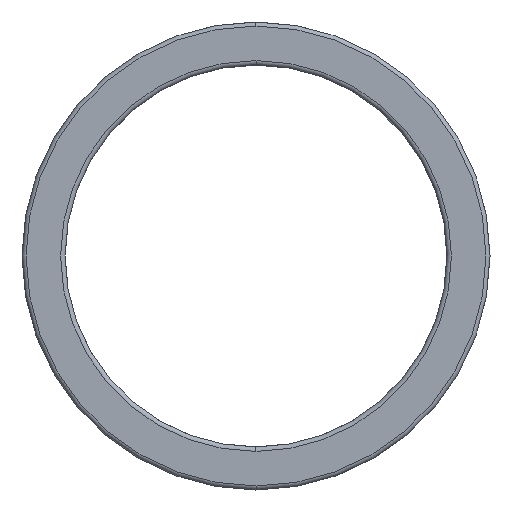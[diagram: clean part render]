
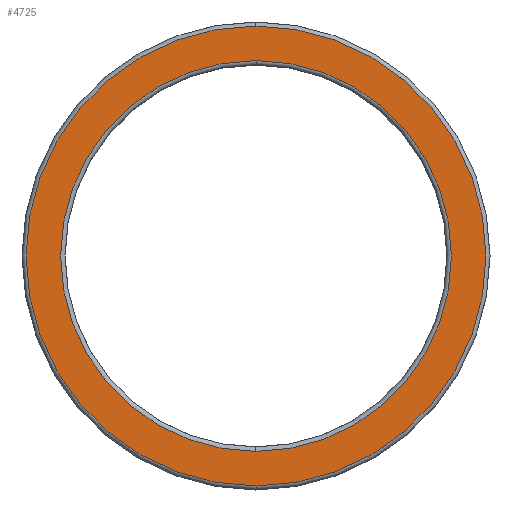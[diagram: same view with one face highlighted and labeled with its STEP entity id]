
A CAD part, left-side view. The second image highlights one B-rep face of the part: STEP entity #4725.
In plain terms, the highlighted planar face has unit normal (-1, 0, 0).
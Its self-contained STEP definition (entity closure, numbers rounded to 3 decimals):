
#526 = FACE_OUTER_BOUND ( 'NONE', #11667, .T. ) ;
#2857 = VERTEX_POINT ( 'NONE', #11207 ) ;
#3107 = CARTESIAN_POINT ( 'NONE',  ( -36.2, 0., -90. ) ) ;
#4555 = CIRCLE ( 'NONE', #10917, 90. ) ;
#4725 = ADVANCED_FACE ( 'NONE', ( #15512, #526 ), #12591, .F. ) ;
#5837 = ORIENTED_EDGE ( 'NONE', *, *, #22211, .T. ) ;
#5960 = DIRECTION ( 'NONE',  ( 0., 0., 1. ) ) ;
#6563 = ORIENTED_EDGE ( 'NONE', *, *, #21378, .F. ) ;
#7727 = DIRECTION ( 'NONE',  ( -1., 0., 0. ) ) ;
#7829 = CARTESIAN_POINT ( 'NONE',  ( -36.2, 0., 90. ) ) ;
#8241 = AXIS2_PLACEMENT_3D ( 'NONE', #9738, #9715, #9706 ) ;
#8696 = AXIS2_PLACEMENT_3D ( 'NONE', #12423, #12413, #12398 ) ;
#8917 = CIRCLE ( 'NONE', #8241, 90. ) ;
#9706 = DIRECTION ( 'NONE',  ( 0., 0., 1. ) ) ;
#9715 = DIRECTION ( 'NONE',  ( -1., 0., 0. ) ) ;
#9738 = CARTESIAN_POINT ( 'NONE',  ( -36.2, 0., 0. ) ) ;
#9953 = ORIENTED_EDGE ( 'NONE', *, *, #22093, .F. ) ;
#10592 = AXIS2_PLACEMENT_3D ( 'NONE', #22896, #20992, #17382 ) ;
#10917 = AXIS2_PLACEMENT_3D ( 'NONE', #18840, #7727, #5960 ) ;
#11207 = CARTESIAN_POINT ( 'NONE',  ( -36.2, 0., -76.5 ) ) ;
#11667 = EDGE_LOOP ( 'NONE', ( #20855, #5837 ) ) ;
#12351 = DIRECTION ( 'NONE',  ( 0., 0., -1. ) ) ;
#12376 = DIRECTION ( 'NONE',  ( 1., 0., 0. ) ) ;
#12398 = DIRECTION ( 'NONE',  ( 0., 0., 1. ) ) ;
#12401 = CARTESIAN_POINT ( 'NONE',  ( -36.2, 76.5, 0. ) ) ;
#12413 = DIRECTION ( 'NONE',  ( -1., 0., 0. ) ) ;
#12423 = CARTESIAN_POINT ( 'NONE',  ( -36.2, 0., 0. ) ) ;
#12591 = PLANE ( 'NONE',  #22186 ) ;
#12960 = CIRCLE ( 'NONE', #10592, 76.5 ) ;
#15512 = FACE_BOUND ( 'NONE', #17723, .T. ) ;
#16316 = VERTEX_POINT ( 'NONE', #3107 ) ;
#17088 = CIRCLE ( 'NONE', #8696, 76.5 ) ;
#17382 = DIRECTION ( 'NONE',  ( 0., 0., 1. ) ) ;
#17723 = EDGE_LOOP ( 'NONE', ( #9953, #6563 ) ) ;
#18395 = VERTEX_POINT ( 'NONE', #19066 ) ;
#18840 = CARTESIAN_POINT ( 'NONE',  ( -36.2, 0., 0. ) ) ;
#19066 = CARTESIAN_POINT ( 'NONE',  ( -36.2, 0., 76.5 ) ) ;
#19493 = VERTEX_POINT ( 'NONE', #7829 ) ;
#20855 = ORIENTED_EDGE ( 'NONE', *, *, #21124, .T. ) ;
#20992 = DIRECTION ( 'NONE',  ( -1., 0., 0. ) ) ;
#21124 = EDGE_CURVE ( 'NONE', #19493, #16316, #4555, .T. ) ;
#21378 = EDGE_CURVE ( 'NONE', #2857, #18395, #12960, .T. ) ;
#22093 = EDGE_CURVE ( 'NONE', #18395, #2857, #17088, .T. ) ;
#22186 = AXIS2_PLACEMENT_3D ( 'NONE', #12401, #12376, #12351 ) ;
#22211 = EDGE_CURVE ( 'NONE', #16316, #19493, #8917, .T. ) ;
#22896 = CARTESIAN_POINT ( 'NONE',  ( -36.2, 0., 0. ) ) ;
